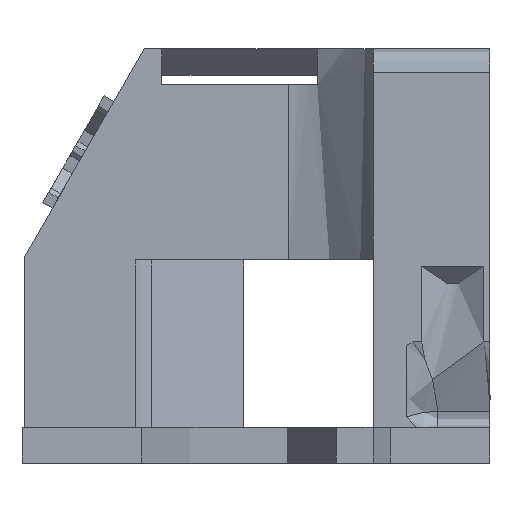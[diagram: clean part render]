
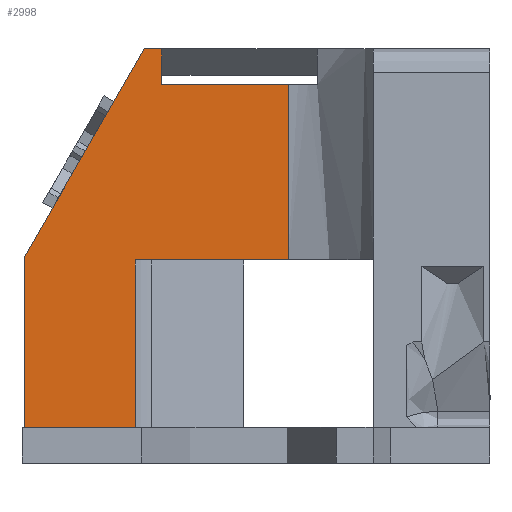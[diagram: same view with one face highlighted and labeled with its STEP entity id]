
A CAD part, left-side view. The second image highlights one B-rep face of the part: STEP entity #2998.
In plain terms, the highlighted planar face has unit normal (-1, 0, 0).
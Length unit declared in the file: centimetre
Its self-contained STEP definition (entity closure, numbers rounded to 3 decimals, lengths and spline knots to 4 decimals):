
#264=PLANE('',#3210);
#397=FACE_OUTER_BOUND('',#567,.T.);
#567=EDGE_LOOP('',(#2691,#2692,#2693,#2694,#2695,#2696,#2697,#2698,#2699));
#658=LINE('',#4516,#920);
#757=LINE('',#6352,#1019);
#785=LINE('',#6493,#1047);
#825=LINE('',#7259,#1087);
#829=LINE('',#7283,#1091);
#840=LINE('',#7575,#1102);
#841=LINE('',#7577,#1103);
#842=LINE('',#7578,#1104);
#843=LINE('',#7579,#1105);
#920=VECTOR('',#3333,100.);
#1019=VECTOR('',#3602,100.);
#1047=VECTOR('',#3674,100.);
#1087=VECTOR('',#3780,100.);
#1091=VECTOR('',#3792,100.);
#1102=VECTOR('',#3831,100.);
#1103=VECTOR('',#3832,100.);
#1104=VECTOR('',#3833,100.);
#1105=VECTOR('',#3834,100.);
#1265=VERTEX_POINT('',#4514);
#1266=VERTEX_POINT('',#4515);
#1399=VERTEX_POINT('',#6350);
#1433=VERTEX_POINT('',#6491);
#1493=VERTEX_POINT('',#7256);
#1494=VERTEX_POINT('',#7258);
#1500=VERTEX_POINT('',#7282);
#1510=VERTEX_POINT('',#7574);
#1511=VERTEX_POINT('',#7576);
#1591=EDGE_CURVE('',#1265,#1266,#658,.T.);
#1775=EDGE_CURVE('',#1399,#1266,#757,.T.);
#1821=EDGE_CURVE('',#1433,#1399,#785,.T.);
#1903=EDGE_CURVE('',#1494,#1493,#825,.T.);
#1911=EDGE_CURVE('',#1500,#1494,#829,.T.);
#1933=EDGE_CURVE('',#1493,#1510,#840,.T.);
#1934=EDGE_CURVE('',#1510,#1511,#841,.T.);
#1935=EDGE_CURVE('',#1265,#1511,#842,.T.);
#1936=EDGE_CURVE('',#1500,#1433,#843,.T.);
#2691=ORIENTED_EDGE('',*,*,#1903,.T.);
#2692=ORIENTED_EDGE('',*,*,#1933,.T.);
#2693=ORIENTED_EDGE('',*,*,#1934,.T.);
#2694=ORIENTED_EDGE('',*,*,#1935,.F.);
#2695=ORIENTED_EDGE('',*,*,#1591,.T.);
#2696=ORIENTED_EDGE('',*,*,#1775,.F.);
#2697=ORIENTED_EDGE('',*,*,#1821,.F.);
#2698=ORIENTED_EDGE('',*,*,#1936,.F.);
#2699=ORIENTED_EDGE('',*,*,#1911,.T.);
#2998=ADVANCED_FACE('',(#397),#264,.T.);
#3210=AXIS2_PLACEMENT_3D('',#7573,#3829,#3830);
#3333=DIRECTION('',(0.,0.5,-0.866));
#3602=DIRECTION('',(0.,0.,1.));
#3674=DIRECTION('',(0.,1.,0.));
#3780=DIRECTION('',(0.,0.,1.));
#3792=DIRECTION('',(0.,-1.,0.));
#3829=DIRECTION('center_axis',(-1.,0.,0.));
#3830=DIRECTION('ref_axis',(0.,-1.,0.));
#3831=DIRECTION('',(0.,1.,0.));
#3832=DIRECTION('',(0.,0.,1.));
#3833=DIRECTION('',(0.,-1.,0.));
#3834=DIRECTION('',(0.,0.,-1.));
#4514=CARTESIAN_POINT('',(-2.5193,-2.5154,1.4855));
#4515=CARTESIAN_POINT('',(-2.5193,-1.5154,-0.2466));
#4516=CARTESIAN_POINT('',(-2.5193,-1.5307,-0.2201));
#6350=CARTESIAN_POINT('',(-2.5193,-1.5154,-1.6772));
#6352=CARTESIAN_POINT('',(-2.5193,-1.5154,-1.6772));
#6491=CARTESIAN_POINT('',(-2.5193,-2.4387,-1.6772));
#6493=CARTESIAN_POINT('',(-2.5193,-2.9095,-1.6772));
#7256=CARTESIAN_POINT('',(-2.5193,-3.7154,1.1855));
#7258=CARTESIAN_POINT('',(-2.5193,-3.7154,-0.2792));
#7259=CARTESIAN_POINT('',(-2.5193,-3.7154,-1.6772));
#7282=CARTESIAN_POINT('',(-2.5193,-2.4387,-0.2792));
#7283=CARTESIAN_POINT('',(-2.5193,-3.1904,-0.2792));
#7573=CARTESIAN_POINT('Origin',(-2.5193,-2.6154,-0.0959));
#7574=CARTESIAN_POINT('',(-2.5193,-2.6595,1.1855));
#7575=CARTESIAN_POINT('',(-2.5193,-3.2375,1.1855));
#7576=CARTESIAN_POINT('',(-2.5193,-2.6595,1.4855));
#7577=CARTESIAN_POINT('',(-2.5193,-2.6595,-0.0959));
#7578=CARTESIAN_POINT('',(-2.5193,-2.6654,1.4855));
#7579=CARTESIAN_POINT('',(-2.5193,-2.4387,-1.6772));
